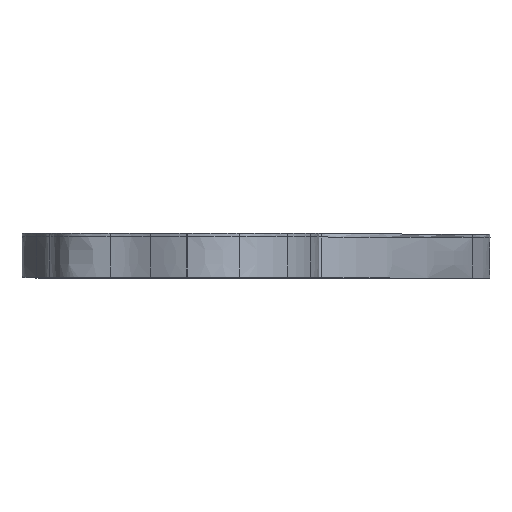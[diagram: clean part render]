
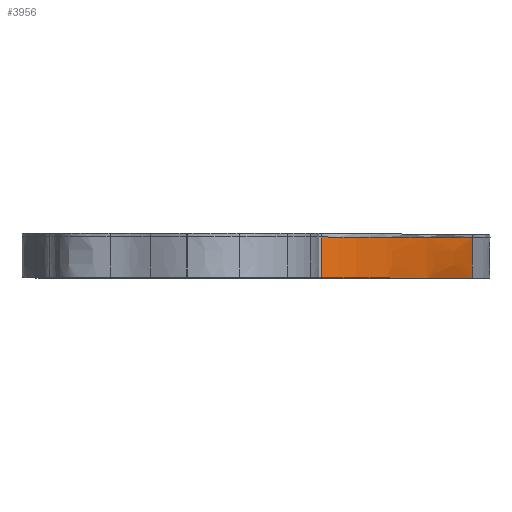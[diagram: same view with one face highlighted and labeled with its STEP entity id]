
A CAD part, top view. The second image highlights one B-rep face of the part: STEP entity #3956.
In plain terms, the highlighted free-form (B-spline) face has degree [3, 3] with [9, 4] control points.
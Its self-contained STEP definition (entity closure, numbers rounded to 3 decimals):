
#400=FACE_OUTER_BOUND('',#629,.T.);
#629=EDGE_LOOP('',(#3416,#3417,#3418,#3419));
#857=LINE('',#12898,#1080);
#858=LINE('',#12935,#1081);
#1080=VECTOR('',#4230,10.);
#1081=VECTOR('',#4231,10.);
#1175=B_SPLINE_CURVE_WITH_KNOTS('',3,(#6232,#6233,#6234,#6235,#6236,#6237,
#6238,#6239,#6240,#6241),.UNSPECIFIED.,.F.,.F.,(4,3,3,4),(0.,
0.082,0.833,1.),.UNSPECIFIED.);
#1244=B_SPLINE_CURVE_WITH_KNOTS('',3,(#7814,#7815,#7816,#7817,#7818,#7819,
#7820,#7821,#7822,#7823,#7824,#7825,#7826,#7827,#7828,#7829,#7830,#7831,
#7832),.UNSPECIFIED.,.F.,.F.,(4,3,3,3,3,3,4),(0.,0.036,
0.071,0.143,0.286,0.571,
1.),.UNSPECIFIED.);
#1410=VERTEX_POINT('',#6182);
#1412=VERTEX_POINT('',#6231);
#1528=VERTEX_POINT('',#7778);
#1529=VERTEX_POINT('',#7813);
#1837=EDGE_CURVE('',#1412,#1410,#1175,.F.);
#1989=EDGE_CURVE('',#1528,#1529,#1244,.T.);
#2299=EDGE_CURVE('',#1528,#1410,#857,.T.);
#2300=EDGE_CURVE('',#1529,#1412,#858,.T.);
#3416=ORIENTED_EDGE('',*,*,#1989,.F.);
#3417=ORIENTED_EDGE('',*,*,#2299,.T.);
#3418=ORIENTED_EDGE('',*,*,#1837,.F.);
#3419=ORIENTED_EDGE('',*,*,#2300,.F.);
#3729=B_SPLINE_SURFACE_WITH_KNOTS('',3,3,((#12899,#12900,#12901,#12902),
(#12903,#12904,#12905,#12906),(#12907,#12908,#12909,#12910),(#12911,#12912,
#12913,#12914),(#12915,#12916,#12917,#12918),(#12919,#12920,#12921,#12922),
(#12923,#12924,#12925,#12926),(#12927,#12928,#12929,#12930),(#12931,#12932,
#12933,#12934)),.UNSPECIFIED.,.F.,.F.,.F.,(4,1,1,1,1,1,4),(4,4),(-1.,-0.571,
-0.286,-0.143,-0.071,-0.036,
0.),(0.,1.3),.UNSPECIFIED.);
#3956=ADVANCED_FACE('',(#400),#3729,.T.);
#4230=DIRECTION('',(0.,1.,0.));
#4231=DIRECTION('',(0.,1.,0.));
#6182=CARTESIAN_POINT('',(-94.771,13.,-213.673));
#6231=CARTESIAN_POINT('',(-142.745,13.,-139.222));
#6232=CARTESIAN_POINT('Ctrl Pts',(-94.771,13.,-213.673));
#6233=CARTESIAN_POINT('Ctrl Pts',(-95.881,13.,-210.615));
#6234=CARTESIAN_POINT('Ctrl Pts',(-97.017,13.,-207.609));
#6235=CARTESIAN_POINT('Ctrl Pts',(-98.159,13.,-204.713));
#6236=CARTESIAN_POINT('Ctrl Pts',(-108.591,13.,-178.252));
#6237=CARTESIAN_POINT('Ctrl Pts',(-120.09,13.,-159.243));
#6238=CARTESIAN_POINT('Ctrl Pts',(-133.523,13.,-146.652));
#6239=CARTESIAN_POINT('Ctrl Pts',(-136.501,13.,-143.86));
#6240=CARTESIAN_POINT('Ctrl Pts',(-139.573,13.,-141.387));
#6241=CARTESIAN_POINT('Ctrl Pts',(-142.745,13.,-139.222));
#7778=CARTESIAN_POINT('',(-94.771,0.,-213.673));
#7813=CARTESIAN_POINT('',(-142.745,0.,-139.222));
#7814=CARTESIAN_POINT('Ctrl Pts',(-94.771,0.,-213.673));
#7815=CARTESIAN_POINT('Ctrl Pts',(-95.253,0.,-212.345));
#7816=CARTESIAN_POINT('Ctrl Pts',(-95.742,0.,-211.022));
#7817=CARTESIAN_POINT('Ctrl Pts',(-96.232,0.,-209.718));
#7818=CARTESIAN_POINT('Ctrl Pts',(-96.722,0.,-208.415));
#7819=CARTESIAN_POINT('Ctrl Pts',(-97.214,0.,-207.13));
#7820=CARTESIAN_POINT('Ctrl Pts',(-97.709,0.,-205.862));
#7821=CARTESIAN_POINT('Ctrl Pts',(-98.697,0.,-203.327));
#7822=CARTESIAN_POINT('Ctrl Pts',(-99.696,0.,-200.857));
#7823=CARTESIAN_POINT('Ctrl Pts',(-100.705,0.,-198.455));
#7824=CARTESIAN_POINT('Ctrl Pts',(-102.723,0.,-193.65));
#7825=CARTESIAN_POINT('Ctrl Pts',(-104.782,0.,-189.114));
#7826=CARTESIAN_POINT('Ctrl Pts',(-106.887,0.,-184.837));
#7827=CARTESIAN_POINT('Ctrl Pts',(-111.098,0.,-176.282));
#7828=CARTESIAN_POINT('Ctrl Pts',(-115.496,0.,-168.763));
#7829=CARTESIAN_POINT('Ctrl Pts',(-120.133,0.,-162.221));
#7830=CARTESIAN_POINT('Ctrl Pts',(-127.089,0.,-152.407));
#7831=CARTESIAN_POINT('Ctrl Pts',(-134.582,0.,-144.793));
#7832=CARTESIAN_POINT('Ctrl Pts',(-142.745,0.,-139.222));
#12898=CARTESIAN_POINT('',(-94.771,0.,-213.673));
#12899=CARTESIAN_POINT('Ctrl Pts',(-142.745,0.,-139.222));
#12900=CARTESIAN_POINT('Ctrl Pts',(-142.745,4.333,-139.222));
#12901=CARTESIAN_POINT('Ctrl Pts',(-142.745,8.667,-139.222));
#12902=CARTESIAN_POINT('Ctrl Pts',(-142.745,13.,-139.222));
#12903=CARTESIAN_POINT('Ctrl Pts',(-134.582,0.,-144.793));
#12904=CARTESIAN_POINT('Ctrl Pts',(-134.582,4.333,-144.793));
#12905=CARTESIAN_POINT('Ctrl Pts',(-134.582,8.667,-144.793));
#12906=CARTESIAN_POINT('Ctrl Pts',(-134.582,13.,-144.793));
#12907=CARTESIAN_POINT('Ctrl Pts',(-122.094,0.,-157.484));
#12908=CARTESIAN_POINT('Ctrl Pts',(-122.094,4.333,-157.484));
#12909=CARTESIAN_POINT('Ctrl Pts',(-122.094,8.667,-157.484));
#12910=CARTESIAN_POINT('Ctrl Pts',(-122.094,13.,-157.484));
#12911=CARTESIAN_POINT('Ctrl Pts',(-108.899,0.,-180.042));
#12912=CARTESIAN_POINT('Ctrl Pts',(-108.899,4.333,-180.042));
#12913=CARTESIAN_POINT('Ctrl Pts',(-108.899,8.667,-180.042));
#12914=CARTESIAN_POINT('Ctrl Pts',(-108.899,13.,-180.042));
#12915=CARTESIAN_POINT('Ctrl Pts',(-101.694,0.,-195.918));
#12916=CARTESIAN_POINT('Ctrl Pts',(-101.694,4.333,-195.918));
#12917=CARTESIAN_POINT('Ctrl Pts',(-101.694,8.667,-195.918));
#12918=CARTESIAN_POINT('Ctrl Pts',(-101.694,13.,-195.918));
#12919=CARTESIAN_POINT('Ctrl Pts',(-98.198,0.,-204.562));
#12920=CARTESIAN_POINT('Ctrl Pts',(-98.198,4.333,-204.562));
#12921=CARTESIAN_POINT('Ctrl Pts',(-98.198,8.667,-204.562));
#12922=CARTESIAN_POINT('Ctrl Pts',(-98.198,13.,-204.562));
#12923=CARTESIAN_POINT('Ctrl Pts',(-96.231,0.,-209.699));
#12924=CARTESIAN_POINT('Ctrl Pts',(-96.231,4.333,-209.699));
#12925=CARTESIAN_POINT('Ctrl Pts',(-96.231,8.667,-209.699));
#12926=CARTESIAN_POINT('Ctrl Pts',(-96.231,13.,-209.699));
#12927=CARTESIAN_POINT('Ctrl Pts',(-95.253,0.,-212.345));
#12928=CARTESIAN_POINT('Ctrl Pts',(-95.253,4.333,-212.345));
#12929=CARTESIAN_POINT('Ctrl Pts',(-95.253,8.667,-212.345));
#12930=CARTESIAN_POINT('Ctrl Pts',(-95.253,13.,-212.345));
#12931=CARTESIAN_POINT('Ctrl Pts',(-94.771,0.,-213.673));
#12932=CARTESIAN_POINT('Ctrl Pts',(-94.771,4.333,-213.673));
#12933=CARTESIAN_POINT('Ctrl Pts',(-94.771,8.667,-213.673));
#12934=CARTESIAN_POINT('Ctrl Pts',(-94.771,13.,-213.673));
#12935=CARTESIAN_POINT('',(-142.745,0.,-139.222));
